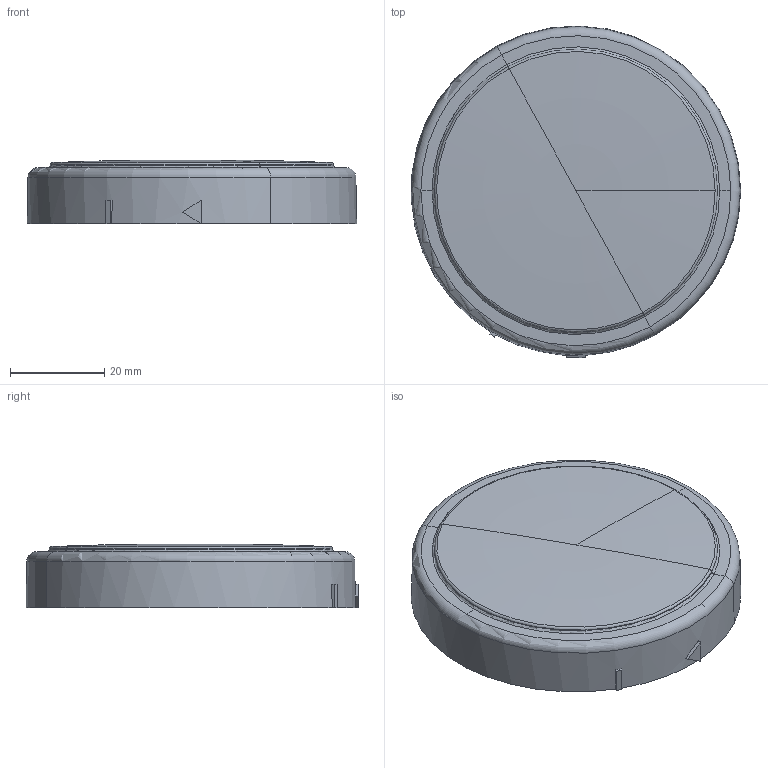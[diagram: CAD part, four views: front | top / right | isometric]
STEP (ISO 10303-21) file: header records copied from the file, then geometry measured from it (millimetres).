
FILE_DESCRIPTION (( 'STEP AP203' ), '1' );
FILE_NAME ('MODULE-MG70-CV.STEP', '2020-12-29T02:20:52', ( '' ), ( '' ), 'SwSTEP 2.0', 'SolidWorks 2019', '' );
FILE_SCHEMA (( 'CONFIG_CONTROL_DESIGN' ));
Length unit declared in the file: millimetre
Products named in the file (1): MODULE-MG70-CV
Bounding box: 69.94 x 70.49 x 13.5 mm (x, y, z)
Volume: 9908 mm3; surface area: 13176.8 mm2
Topology: 1 solids, 1 shells, 118 faces, 302 edges, 183 vertices
Faces by surface type: plane 50, torus 27, cone 23, bspline 12, cylinder 6
Entity records: 4320 total; most frequent: CARTESIAN_POINT 1553, ORIENTED_EDGE 594, DIRECTION 538, EDGE_CURVE 297, AXIS2_PLACEMENT_3D 221, VERTEX_POINT 183, EDGE_LOOP 120, ADVANCED_FACE 118
